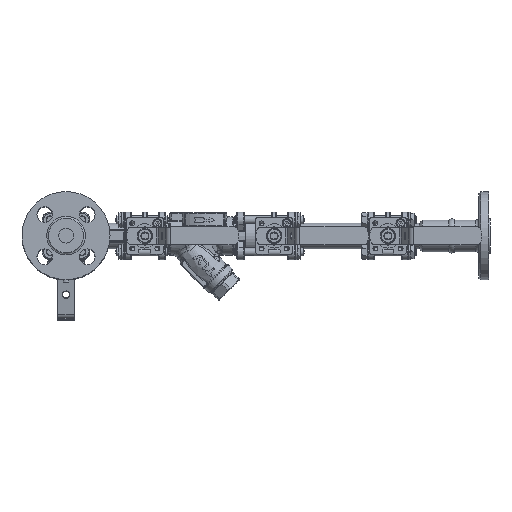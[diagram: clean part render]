
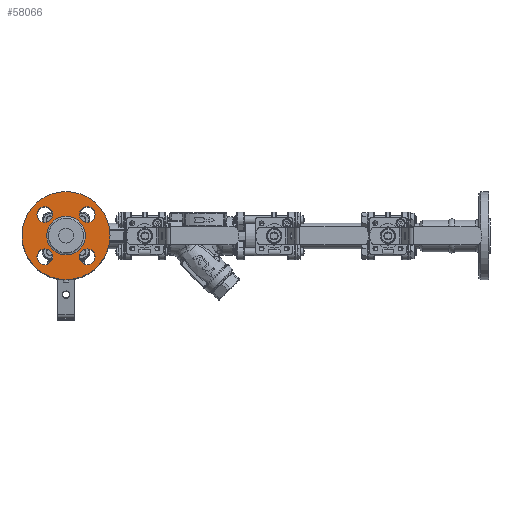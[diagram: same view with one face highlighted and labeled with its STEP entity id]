
A CAD part, top view. The second image highlights one B-rep face of the part: STEP entity #58066.
In plain terms, the highlighted planar face has unit normal (0, 0, 1).
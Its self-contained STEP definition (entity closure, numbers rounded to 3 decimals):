
#10734=FACE_BOUND('',#18205,.T.);
#10735=FACE_BOUND('',#18206,.T.);
#10736=FACE_BOUND('',#18207,.T.);
#10737=FACE_BOUND('',#18208,.T.);
#10738=FACE_BOUND('',#18209,.T.);
#11176=PLANE('',#62416);
#14551=FACE_OUTER_BOUND('',#18204,.T.);
#18204=EDGE_LOOP('',(#42546));
#18205=EDGE_LOOP('',(#42547));
#18206=EDGE_LOOP('',(#42548));
#18207=EDGE_LOOP('',(#42549));
#18208=EDGE_LOOP('',(#42550));
#18209=EDGE_LOOP('',(#42551));
#22062=CIRCLE('',#62413,19.486);
#22065=CIRCLE('',#62417,44.5);
#22066=CIRCLE('',#62418,8.);
#22067=CIRCLE('',#62419,8.);
#22068=CIRCLE('',#62420,8.);
#22069=CIRCLE('',#62421,8.);
#25671=VERTEX_POINT('',#92637);
#25673=VERTEX_POINT('',#92643);
#25674=VERTEX_POINT('',#92645);
#25675=VERTEX_POINT('',#92647);
#25676=VERTEX_POINT('',#92649);
#25677=VERTEX_POINT('',#92651);
#31853=EDGE_CURVE('',#25671,#25671,#22062,.T.);
#31856=EDGE_CURVE('',#25673,#25673,#22065,.T.);
#31857=EDGE_CURVE('',#25674,#25674,#22066,.T.);
#31858=EDGE_CURVE('',#25675,#25675,#22067,.T.);
#31859=EDGE_CURVE('',#25676,#25676,#22068,.T.);
#31860=EDGE_CURVE('',#25677,#25677,#22069,.T.);
#42546=ORIENTED_EDGE('',*,*,#31856,.F.);
#42547=ORIENTED_EDGE('',*,*,#31857,.T.);
#42548=ORIENTED_EDGE('',*,*,#31858,.T.);
#42549=ORIENTED_EDGE('',*,*,#31859,.T.);
#42550=ORIENTED_EDGE('',*,*,#31860,.T.);
#42551=ORIENTED_EDGE('',*,*,#31853,.F.);
#58066=ADVANCED_FACE('',(#14551,#10734,#10735,#10736,#10737,#10738),#11176,
 .F.);
#62413=AXIS2_PLACEMENT_3D('',#92638,#71340,#71341);
#62416=AXIS2_PLACEMENT_3D('',#92642,#71346,#71347);
#62417=AXIS2_PLACEMENT_3D('',#92644,#71348,#71349);
#62418=AXIS2_PLACEMENT_3D('',#92646,#71350,#71351);
#62419=AXIS2_PLACEMENT_3D('',#92648,#71352,#71353);
#62420=AXIS2_PLACEMENT_3D('',#92650,#71354,#71355);
#62421=AXIS2_PLACEMENT_3D('',#92652,#71356,#71357);
#71340=DIRECTION('center_axis',(0.,0.,
1.));
#71341=DIRECTION('ref_axis',(-1.,0.,0.));
#71346=DIRECTION('center_axis',(0.,0.,
-1.));
#71347=DIRECTION('ref_axis',(1.,0.,0.));
#71348=DIRECTION('center_axis',(0.,0.,
-1.));
#71349=DIRECTION('ref_axis',(1.,0.,0.));
#71350=DIRECTION('center_axis',(0.,0.,
-1.));
#71351=DIRECTION('ref_axis',(-1.,0.,0.));
#71352=DIRECTION('center_axis',(0.,0.,
-1.));
#71353=DIRECTION('ref_axis',(0.,1.,0.));
#71354=DIRECTION('center_axis',(0.,0.,
-1.));
#71355=DIRECTION('ref_axis',(1.,0.,0.));
#71356=DIRECTION('center_axis',(0.,0.,
-1.));
#71357=DIRECTION('ref_axis',(0.,-1.,0.));
#92637=CARTESIAN_POINT('',(-125.549,18.833,190.983));
#92638=CARTESIAN_POINT('Origin',(-145.036,18.833,190.983));
#92642=CARTESIAN_POINT('Origin',(-145.036,18.833,190.983));
#92643=CARTESIAN_POINT('',(-189.536,18.833,190.983));
#92644=CARTESIAN_POINT('Origin',(-145.036,18.833,190.983));
#92645=CARTESIAN_POINT('',(-158.426,-2.557,190.983));
#92646=CARTESIAN_POINT('Origin',(-166.426,-2.557,190.983));
#92647=CARTESIAN_POINT('',(-166.426,32.223,190.983));
#92648=CARTESIAN_POINT('Origin',(-166.426,40.223,190.983));
#92649=CARTESIAN_POINT('',(-131.646,40.223,190.983));
#92650=CARTESIAN_POINT('Origin',(-123.646,40.223,190.983));
#92651=CARTESIAN_POINT('',(-123.646,5.443,190.983));
#92652=CARTESIAN_POINT('Origin',(-123.646,-2.557,190.983));
